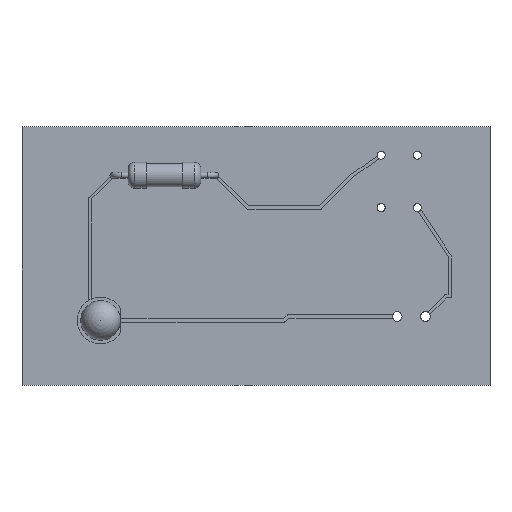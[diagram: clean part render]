
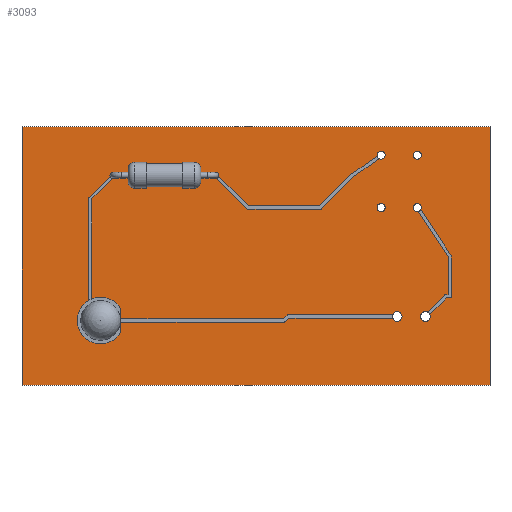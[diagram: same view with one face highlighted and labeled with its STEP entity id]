
A CAD part, top view. The second image highlights one B-rep face of the part: STEP entity #3093.
In plain terms, the highlighted planar face has unit normal (0, 0, 1).
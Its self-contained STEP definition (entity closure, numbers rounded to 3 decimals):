
#2871 = VERTEX_POINT('',#2872);
#2872 = CARTESIAN_POINT('',(29.,-16.,1.51));
#2878 = EDGE_CURVE('',#2871,#2879,#2881,.T.);
#2879 = VERTEX_POINT('',#2880);
#2880 = CARTESIAN_POINT('',(-29.,-16.,1.51));
#2881 = LINE('',#2882,#2883);
#2882 = CARTESIAN_POINT('',(29.,-16.,1.51));
#2883 = VECTOR('',#2884,1.);
#2884 = DIRECTION('',(-1.,0.,0.));
#2911 = VERTEX_POINT('',#2912);
#2912 = CARTESIAN_POINT('',(29.,16.,1.51));
#2918 = EDGE_CURVE('',#2911,#2871,#2919,.T.);
#2919 = LINE('',#2920,#2921);
#2920 = CARTESIAN_POINT('',(29.,16.,1.51));
#2921 = VECTOR('',#2922,1.);
#2922 = DIRECTION('',(0.,-1.,0.));
#2940 = EDGE_CURVE('',#2879,#2941,#2943,.T.);
#2941 = VERTEX_POINT('',#2942);
#2942 = CARTESIAN_POINT('',(-29.,16.,1.51));
#2943 = LINE('',#2944,#2945);
#2944 = CARTESIAN_POINT('',(-29.,-16.,1.51));
#2945 = VECTOR('',#2946,1.);
#2946 = DIRECTION('',(0.,1.,0.));
#3093 = ADVANCED_FACE('',(#3094,#3105,#3116,#3127,#3138,#3149,#3160,
    #3171,#3182,#3193,#3204),#3215,.T.);
#3094 = FACE_BOUND('',#3095,.T.);
#3095 = EDGE_LOOP('',(#3096,#3097,#3098,#3104));
#3096 = ORIENTED_EDGE('',*,*,#2878,.F.);
#3097 = ORIENTED_EDGE('',*,*,#2918,.F.);
#3098 = ORIENTED_EDGE('',*,*,#3099,.F.);
#3099 = EDGE_CURVE('',#2941,#2911,#3100,.T.);
#3100 = LINE('',#3101,#3102);
#3101 = CARTESIAN_POINT('',(-29.,16.,1.51));
#3102 = VECTOR('',#3103,1.);
#3103 = DIRECTION('',(1.,0.,0.));
#3104 = ORIENTED_EDGE('',*,*,#2940,.F.);
#3105 = FACE_BOUND('',#3106,.T.);
#3106 = EDGE_LOOP('',(#3107));
#3107 = ORIENTED_EDGE('',*,*,#3108,.T.);
#3108 = EDGE_CURVE('',#3109,#3109,#3111,.T.);
#3109 = VERTEX_POINT('',#3110);
#3110 = CARTESIAN_POINT('',(-20.54,-8.45,1.51));
#3111 = CIRCLE('',#3112,0.45);
#3112 = AXIS2_PLACEMENT_3D('',#3113,#3114,#3115);
#3113 = CARTESIAN_POINT('',(-20.54,-8.,1.51));
#3114 = DIRECTION('',(-0.,0.,-1.));
#3115 = DIRECTION('',(-0.,-1.,0.));
#3116 = FACE_BOUND('',#3117,.T.);
#3117 = EDGE_LOOP('',(#3118));
#3118 = ORIENTED_EDGE('',*,*,#3119,.T.);
#3119 = EDGE_CURVE('',#3120,#3120,#3122,.T.);
#3120 = VERTEX_POINT('',#3121);
#3121 = CARTESIAN_POINT('',(-18.,-8.45,1.51));
#3122 = CIRCLE('',#3123,0.45);
#3123 = AXIS2_PLACEMENT_3D('',#3124,#3125,#3126);
#3124 = CARTESIAN_POINT('',(-18.,-8.,1.51));
#3125 = DIRECTION('',(-0.,0.,-1.));
#3126 = DIRECTION('',(-0.,-1.,0.));
#3127 = FACE_BOUND('',#3128,.T.);
#3128 = EDGE_LOOP('',(#3129));
#3129 = ORIENTED_EDGE('',*,*,#3130,.T.);
#3130 = EDGE_CURVE('',#3131,#3131,#3133,.T.);
#3131 = VERTEX_POINT('',#3132);
#3132 = CARTESIAN_POINT('',(17.5,-8.1,1.51));
#3133 = CIRCLE('',#3134,0.6);
#3134 = AXIS2_PLACEMENT_3D('',#3135,#3136,#3137);
#3135 = CARTESIAN_POINT('',(17.5,-7.5,1.51));
#3136 = DIRECTION('',(-0.,0.,-1.));
#3137 = DIRECTION('',(-0.,-1.,0.));
#3138 = FACE_BOUND('',#3139,.T.);
#3139 = EDGE_LOOP('',(#3140));
#3140 = ORIENTED_EDGE('',*,*,#3141,.T.);
#3141 = EDGE_CURVE('',#3142,#3142,#3144,.T.);
#3142 = VERTEX_POINT('',#3143);
#3143 = CARTESIAN_POINT('',(21.,-8.1,1.51));
#3144 = CIRCLE('',#3145,0.6);
#3145 = AXIS2_PLACEMENT_3D('',#3146,#3147,#3148);
#3146 = CARTESIAN_POINT('',(21.,-7.5,1.51));
#3147 = DIRECTION('',(-0.,0.,-1.));
#3148 = DIRECTION('',(-0.,-1.,0.));
#3149 = FACE_BOUND('',#3150,.T.);
#3150 = EDGE_LOOP('',(#3151));
#3151 = ORIENTED_EDGE('',*,*,#3152,.T.);
#3152 = EDGE_CURVE('',#3153,#3153,#3155,.T.);
#3153 = VERTEX_POINT('',#3154);
#3154 = CARTESIAN_POINT('',(-17.7,9.6,1.51));
#3155 = CIRCLE('',#3156,0.4);
#3156 = AXIS2_PLACEMENT_3D('',#3157,#3158,#3159);
#3157 = CARTESIAN_POINT('',(-17.7,10.,1.51));
#3158 = DIRECTION('',(-0.,0.,-1.));
#3159 = DIRECTION('',(0.,-1.,-0.));
#3160 = FACE_BOUND('',#3161,.T.);
#3161 = EDGE_LOOP('',(#3162));
#3162 = ORIENTED_EDGE('',*,*,#3163,.T.);
#3163 = EDGE_CURVE('',#3164,#3164,#3166,.T.);
#3164 = VERTEX_POINT('',#3165);
#3165 = CARTESIAN_POINT('',(-5.,9.6,1.51));
#3166 = CIRCLE('',#3167,0.4);
#3167 = AXIS2_PLACEMENT_3D('',#3168,#3169,#3170);
#3168 = CARTESIAN_POINT('',(-5.,10.,1.51));
#3169 = DIRECTION('',(-0.,0.,-1.));
#3170 = DIRECTION('',(-0.,-1.,0.));
#3171 = FACE_BOUND('',#3172,.T.);
#3172 = EDGE_LOOP('',(#3173));
#3173 = ORIENTED_EDGE('',*,*,#3174,.T.);
#3174 = EDGE_CURVE('',#3175,#3175,#3177,.T.);
#3175 = VERTEX_POINT('',#3176);
#3176 = CARTESIAN_POINT('',(15.5,5.5,1.51));
#3177 = CIRCLE('',#3178,0.5);
#3178 = AXIS2_PLACEMENT_3D('',#3179,#3180,#3181);
#3179 = CARTESIAN_POINT('',(15.5,6.,1.51));
#3180 = DIRECTION('',(-0.,0.,-1.));
#3181 = DIRECTION('',(-0.,-1.,0.));
#3182 = FACE_BOUND('',#3183,.T.);
#3183 = EDGE_LOOP('',(#3184));
#3184 = ORIENTED_EDGE('',*,*,#3185,.T.);
#3185 = EDGE_CURVE('',#3186,#3186,#3188,.T.);
#3186 = VERTEX_POINT('',#3187);
#3187 = CARTESIAN_POINT('',(20.,5.5,1.51));
#3188 = CIRCLE('',#3189,0.5);
#3189 = AXIS2_PLACEMENT_3D('',#3190,#3191,#3192);
#3190 = CARTESIAN_POINT('',(20.,6.,1.51));
#3191 = DIRECTION('',(-0.,0.,-1.));
#3192 = DIRECTION('',(-0.,-1.,0.));
#3193 = FACE_BOUND('',#3194,.T.);
#3194 = EDGE_LOOP('',(#3195));
#3195 = ORIENTED_EDGE('',*,*,#3196,.T.);
#3196 = EDGE_CURVE('',#3197,#3197,#3199,.T.);
#3197 = VERTEX_POINT('',#3198);
#3198 = CARTESIAN_POINT('',(15.5,12.,1.51));
#3199 = CIRCLE('',#3200,0.5);
#3200 = AXIS2_PLACEMENT_3D('',#3201,#3202,#3203);
#3201 = CARTESIAN_POINT('',(15.5,12.5,1.51));
#3202 = DIRECTION('',(-0.,0.,-1.));
#3203 = DIRECTION('',(-0.,-1.,0.));
#3204 = FACE_BOUND('',#3205,.T.);
#3205 = EDGE_LOOP('',(#3206));
#3206 = ORIENTED_EDGE('',*,*,#3207,.T.);
#3207 = EDGE_CURVE('',#3208,#3208,#3210,.T.);
#3208 = VERTEX_POINT('',#3209);
#3209 = CARTESIAN_POINT('',(20.,12.,1.51));
#3210 = CIRCLE('',#3211,0.5);
#3211 = AXIS2_PLACEMENT_3D('',#3212,#3213,#3214);
#3212 = CARTESIAN_POINT('',(20.,12.5,1.51));
#3213 = DIRECTION('',(-0.,0.,-1.));
#3214 = DIRECTION('',(-0.,-1.,0.));
#3215 = PLANE('',#3216);
#3216 = AXIS2_PLACEMENT_3D('',#3217,#3218,#3219);
#3217 = CARTESIAN_POINT('',(0.,0.,1.51));
#3218 = DIRECTION('',(0.,0.,1.));
#3219 = DIRECTION('',(1.,0.,-0.));
